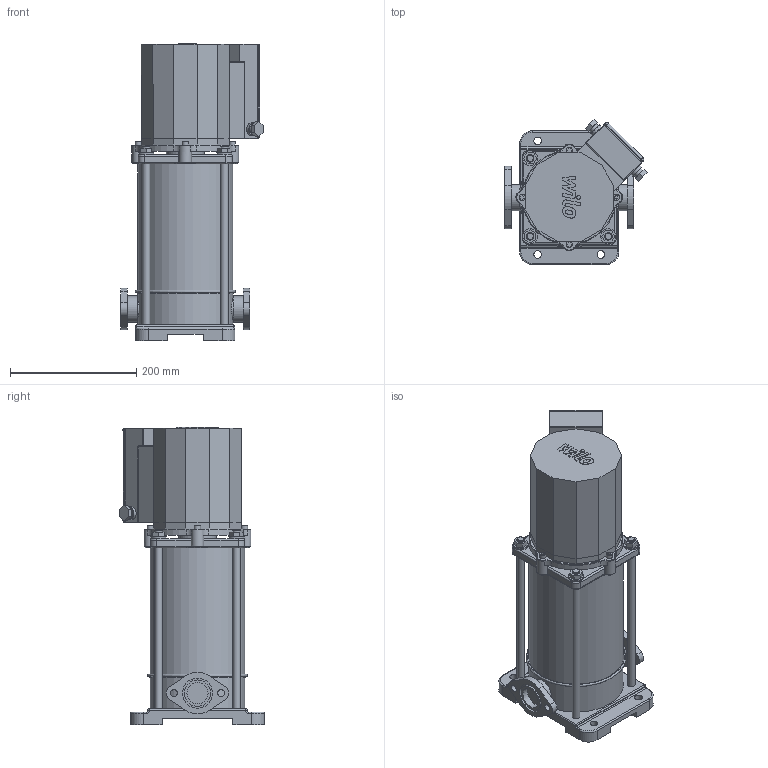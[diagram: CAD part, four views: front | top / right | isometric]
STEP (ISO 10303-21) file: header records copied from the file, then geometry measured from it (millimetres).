
FILE_DESCRIPTION(/* description */ (''),/* implementation_level */ '2;1');
FILE_NAME(/* name */ '3d_MVIS206-2009037.stp',/* time_stamp */ '2017-09-20T13:35:58+02:00',/* author */ ('Andrzej'),/* organization */ (''),/* preprocessor_version */ 'ST-DEVELOPER v16.13',/* originating_system */ 'AutoCAD Mechanical',/* authorisation */ '');
FILE_SCHEMA (('AUTOMOTIVE_DESIGN { 1 0 10303 214 3 1 1 }'));
Length unit declared in the file: millimetre
Products named in the file (1): Product
Bounding box: 225.4 x 229.4 x 471.2 mm (x, y, z)
Volume: 9256091.4 mm3; surface area: 593337.9 mm2
Topology: 16 solids, 16 shells, 465 faces, 1098 edges, 667 vertices
Faces by surface type: plane 230, cylinder 141, torus 41, bspline 28, sphere 16, cone 9
Full cylindrical faces by diameter (mm): 10 x4, 11 x4, 12 x12, 16 x2, 20 x6, 24 x4, 33.7 x4, 41.7 x4, 47.7 x2, 60 x1, 144 x1, 150 x3
Entity records: 13767 total; most frequent: CARTESIAN_POINT 3327, DIRECTION 2162, ORIENTED_EDGE 2036, EDGE_CURVE 1013, AXIS2_PLACEMENT_3D 777, VERTEX_POINT 658, LINE 608, VECTOR 608
